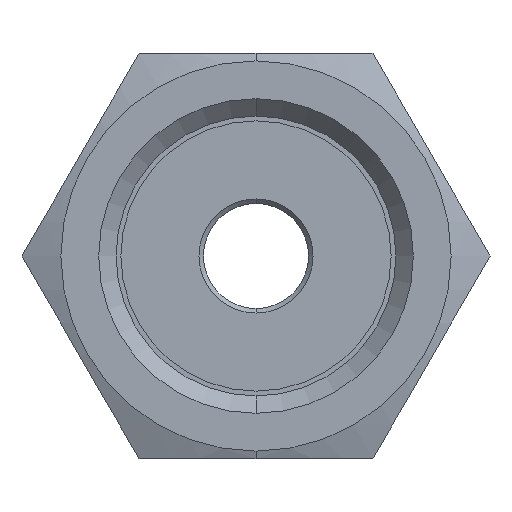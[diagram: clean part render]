
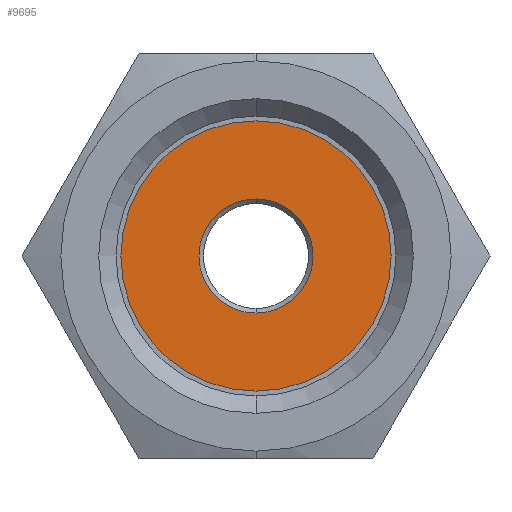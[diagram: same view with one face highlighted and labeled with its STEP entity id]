
A CAD part, left-side view. The second image highlights one B-rep face of the part: STEP entity #9695.
In plain terms, the highlighted planar face has unit normal (-1, 0, 0).
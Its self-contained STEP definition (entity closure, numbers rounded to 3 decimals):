
#441 = ORIENTED_EDGE ( 'NONE', *, *, #10211, .T. ) ;
#843 = CARTESIAN_POINT ( 'NONE',  ( -43., 0., -3.8 ) ) ;
#857 = ORIENTED_EDGE ( 'NONE', *, *, #9530, .T. ) ;
#1756 = DIRECTION ( 'NONE',  ( 1., 0., 0. ) ) ;
#1884 = EDGE_LOOP ( 'NONE', ( #857, #441 ) ) ;
#1893 = DIRECTION ( 'NONE',  ( 0., 0., 1. ) ) ;
#2199 = VERTEX_POINT ( 'NONE', #14458 ) ;
#2367 = ORIENTED_EDGE ( 'NONE', *, *, #10240, .F. ) ;
#2369 = FACE_BOUND ( 'NONE', #1884, .T. ) ;
#2924 = DIRECTION ( 'NONE',  ( 0., 0., 1. ) ) ;
#4208 = PLANE ( 'NONE',  #13695 ) ;
#4213 = CARTESIAN_POINT ( 'NONE',  ( -43., 0., 0. ) ) ;
#5194 = CARTESIAN_POINT ( 'NONE',  ( -43., 0., 0. ) ) ;
#5353 = DIRECTION ( 'NONE',  ( 0., 0., -1. ) ) ;
#6163 = CIRCLE ( 'NONE', #7473, 3.8 ) ;
#6309 = AXIS2_PLACEMENT_3D ( 'NONE', #4213, #14531, #11051 ) ;
#6849 = EDGE_LOOP ( 'NONE', ( #2367, #11310 ) ) ;
#7437 = DIRECTION ( 'NONE',  ( 0., 0., -1. ) ) ;
#7473 = AXIS2_PLACEMENT_3D ( 'NONE', #5194, #8643, #2924 ) ;
#7779 = CIRCLE ( 'NONE', #8610, 9. ) ;
#8290 = AXIS2_PLACEMENT_3D ( 'NONE', #9724, #1756, #5353 ) ;
#8610 = AXIS2_PLACEMENT_3D ( 'NONE', #10015, #11186, #7437 ) ;
#8643 = DIRECTION ( 'NONE',  ( 1., 0., 0. ) ) ;
#8879 = CARTESIAN_POINT ( 'NONE',  ( -43., 0., -9. ) ) ;
#8902 = VERTEX_POINT ( 'NONE', #843 ) ;
#9530 = EDGE_CURVE ( 'NONE', #13748, #8902, #6163, .T. ) ;
#9641 = EDGE_CURVE ( 'NONE', #2199, #13391, #12262, .T. ) ;
#9695 = ADVANCED_FACE ( 'NONE', ( #2369, #12636 ), #4208, .T. ) ;
#9724 = CARTESIAN_POINT ( 'NONE',  ( -43., 0., 0. ) ) ;
#10015 = CARTESIAN_POINT ( 'NONE',  ( -43., 0., 0. ) ) ;
#10211 = EDGE_CURVE ( 'NONE', #8902, #13748, #12438, .T. ) ;
#10240 = EDGE_CURVE ( 'NONE', #13391, #2199, #7779, .T. ) ;
#11051 = DIRECTION ( 'NONE',  ( 0., 0., 1. ) ) ;
#11186 = DIRECTION ( 'NONE',  ( 1., 0., 0. ) ) ;
#11310 = ORIENTED_EDGE ( 'NONE', *, *, #9641, .F. ) ;
#12082 = DIRECTION ( 'NONE',  ( -1., 0., 0. ) ) ;
#12136 = CARTESIAN_POINT ( 'NONE',  ( -43., 9., 0. ) ) ;
#12262 = CIRCLE ( 'NONE', #8290, 9. ) ;
#12438 = CIRCLE ( 'NONE', #6309, 3.8 ) ;
#12636 = FACE_OUTER_BOUND ( 'NONE', #6849, .T. ) ;
#13263 = CARTESIAN_POINT ( 'NONE',  ( -43., 0., 3.8 ) ) ;
#13391 = VERTEX_POINT ( 'NONE', #8879 ) ;
#13695 = AXIS2_PLACEMENT_3D ( 'NONE', #12136, #12082, #1893 ) ;
#13748 = VERTEX_POINT ( 'NONE', #13263 ) ;
#14458 = CARTESIAN_POINT ( 'NONE',  ( -43., 0., 9. ) ) ;
#14531 = DIRECTION ( 'NONE',  ( 1., 0., 0. ) ) ;
